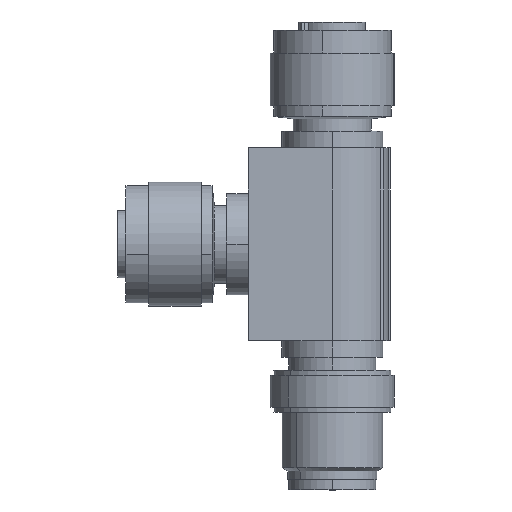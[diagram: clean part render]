
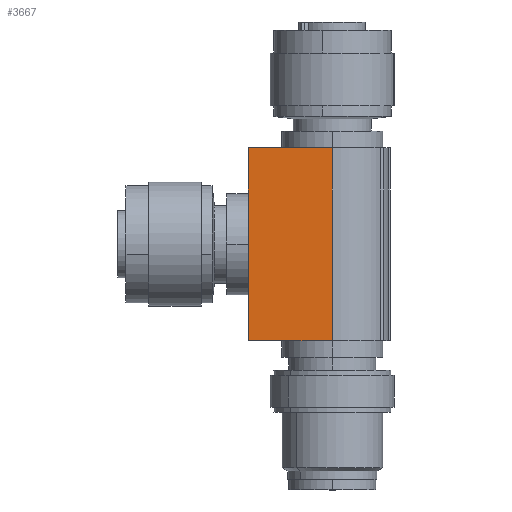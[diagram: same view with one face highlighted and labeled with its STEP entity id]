
A CAD part, left-side view. The second image highlights one B-rep face of the part: STEP entity #3667.
In plain terms, the highlighted planar face has unit normal (-1, 0, 0).
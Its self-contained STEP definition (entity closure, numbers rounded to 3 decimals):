
#402=DIRECTION('',(0.,0.,1.));
#403=VECTOR('',#402,23.);
#404=CARTESIAN_POINT('',(0.9,17.4,17.8));
#405=LINE('',#404,#403);
#534=DIRECTION('',(0.,-1.,0.));
#535=VECTOR('',#534,10.);
#536=CARTESIAN_POINT('',(0.9,17.4,17.8));
#537=LINE('',#536,#535);
#620=DIRECTION('',(0.,-1.,0.));
#621=VECTOR('',#620,10.);
#622=CARTESIAN_POINT('',(0.9,17.4,40.8));
#623=LINE('',#622,#621);
#706=DIRECTION('',(0.,0.,-1.));
#707=VECTOR('',#706,23.);
#708=CARTESIAN_POINT('',(0.9,7.4,40.8));
#709=LINE('',#708,#707);
#2906=CARTESIAN_POINT('',(0.9,17.4,40.8));
#2907=VERTEX_POINT('',#2906);
#2908=CARTESIAN_POINT('',(0.9,7.4,40.8));
#2909=VERTEX_POINT('',#2908);
#2928=CARTESIAN_POINT('',(0.9,17.4,17.8));
#2929=VERTEX_POINT('',#2928);
#2949=CARTESIAN_POINT('',(0.9,7.4,17.8));
#2951=VERTEX_POINT('',#2949);
#3654=CARTESIAN_POINT('',(0.9,7.4,39.3));
#3655=DIRECTION('',(-1.,0.,0.));
#3656=DIRECTION('',(0.,0.,-1.));
#3657=AXIS2_PLACEMENT_3D('',#3654,#3655,#3656);
#3658=PLANE('',#3657);
#3659=ORIENTED_EDGE('',*,*,#3591,.T.);
#3661=ORIENTED_EDGE('',*,*,#3660,.T.);
#3663=ORIENTED_EDGE('',*,*,#3662,.T.);
#3664=ORIENTED_EDGE('',*,*,#3623,.F.);
#3665=EDGE_LOOP('',(#3659,#3661,#3663,#3664));
#3666=FACE_OUTER_BOUND('',#3665,.F.);
#3667=ADVANCED_FACE('',(#3666),#3658,.T.);
#3591=EDGE_CURVE('',#2929,#2907,#405,.T.);
#3623=EDGE_CURVE('',#2929,#2951,#537,.T.);
#3660=EDGE_CURVE('',#2907,#2909,#623,.T.);
#3662=EDGE_CURVE('',#2909,#2951,#709,.T.);
